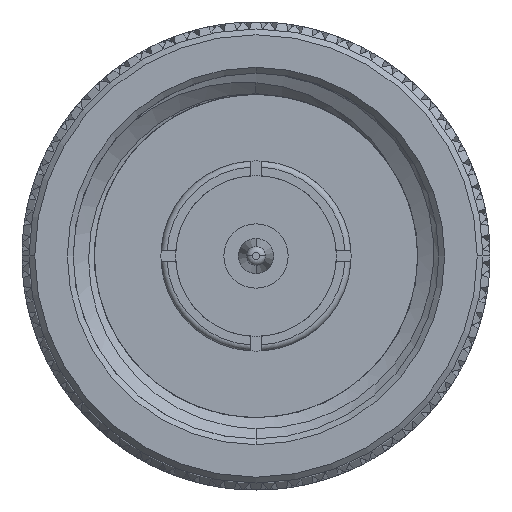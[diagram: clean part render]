
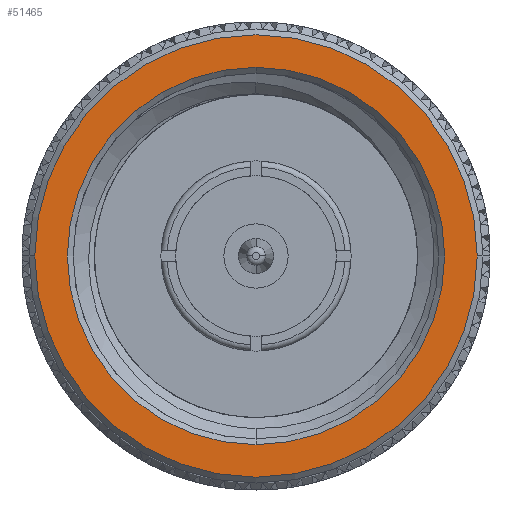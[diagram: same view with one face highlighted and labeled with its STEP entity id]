
A CAD part, left-side view. The second image highlights one B-rep face of the part: STEP entity #51465.
In plain terms, the highlighted planar face has unit normal (-1, 0, 0).
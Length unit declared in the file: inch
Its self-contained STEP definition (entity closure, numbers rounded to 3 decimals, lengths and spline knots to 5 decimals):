
#1410 = ORIENTED_EDGE ( 'NONE', *, *, #40978, .T. ) ;
#2504 = CARTESIAN_POINT ( 'NONE',  ( 0., 0., 0. ) ) ;
#6468 = FACE_BOUND ( 'NONE', #53804, .T. ) ;
#11159 = EDGE_LOOP ( 'NONE', ( #24547, #1410 ) ) ;
#12297 = ORIENTED_EDGE ( 'NONE', *, *, #15418, .T. ) ;
#12354 = CARTESIAN_POINT ( 'NONE',  ( 0., -0.37809, 0. ) ) ;
#15412 = CIRCLE ( 'NONE', #45625, 0.3225 ) ;
#15418 = EDGE_CURVE ( 'NONE', #56824, #37847, #79393, .T. ) ;
#15732 = CIRCLE ( 'NONE', #49545, 0.37809 ) ;
#16377 = AXIS2_PLACEMENT_3D ( 'NONE', #80487, #95302, #26764 ) ;
#24547 = ORIENTED_EDGE ( 'NONE', *, *, #26621, .T. ) ;
#25948 = ORIENTED_EDGE ( 'NONE', *, *, #39810, .T. ) ;
#26186 = AXIS2_PLACEMENT_3D ( 'NONE', #61598, #84652, #31880 ) ;
#26621 = EDGE_CURVE ( 'NONE', #74571, #59306, #85546, .T. ) ;
#26764 = DIRECTION ( 'NONE',  ( 0., -1., 0. ) ) ;
#28494 = CARTESIAN_POINT ( 'NONE',  ( 0., 0., 0.3225 ) ) ;
#31276 = CARTESIAN_POINT ( 'NONE',  ( 0., 0., 0. ) ) ;
#31880 = DIRECTION ( 'NONE',  ( 0., -1., 0. ) ) ;
#37847 = VERTEX_POINT ( 'NONE', #81358 ) ;
#39810 = EDGE_CURVE ( 'NONE', #37847, #56824, #15412, .T. ) ;
#40978 = EDGE_CURVE ( 'NONE', #59306, #74571, #15732, .T. ) ;
#45625 = AXIS2_PLACEMENT_3D ( 'NONE', #50732, #94556, #72844 ) ;
#47725 = FACE_OUTER_BOUND ( 'NONE', #11159, .T. ) ;
#49545 = AXIS2_PLACEMENT_3D ( 'NONE', #31276, #91888, #69545 ) ;
#50732 = CARTESIAN_POINT ( 'NONE',  ( 0., 0., 0. ) ) ;
#51465 = ADVANCED_FACE ( 'NONE', ( #6468, #47725 ), #72953, .T. ) ;
#53804 = EDGE_LOOP ( 'NONE', ( #12297, #25948 ) ) ;
#56355 = AXIS2_PLACEMENT_3D ( 'NONE', #2504, #62798, #77950 ) ;
#56824 = VERTEX_POINT ( 'NONE', #28494 ) ;
#59306 = VERTEX_POINT ( 'NONE', #12354 ) ;
#61598 = CARTESIAN_POINT ( 'NONE',  ( 0., 0., 0. ) ) ;
#62798 = DIRECTION ( 'NONE',  ( -1., 0., 0. ) ) ;
#69545 = DIRECTION ( 'NONE',  ( 0., -1., 0. ) ) ;
#72844 = DIRECTION ( 'NONE',  ( 0., -1., 0. ) ) ;
#72953 = PLANE ( 'NONE',  #16377 ) ;
#74571 = VERTEX_POINT ( 'NONE', #75560 ) ;
#75560 = CARTESIAN_POINT ( 'NONE',  ( 0., 0.37809, 0. ) ) ;
#77950 = DIRECTION ( 'NONE',  ( 0., -1., 0. ) ) ;
#79393 = CIRCLE ( 'NONE', #26186, 0.3225 ) ;
#80487 = CARTESIAN_POINT ( 'NONE',  ( 0., 0.38809, 0. ) ) ;
#81358 = CARTESIAN_POINT ( 'NONE',  ( 0., 0., -0.3225 ) ) ;
#84652 = DIRECTION ( 'NONE',  ( 1., 0., 0. ) ) ;
#85546 = CIRCLE ( 'NONE', #56355, 0.37809 ) ;
#91888 = DIRECTION ( 'NONE',  ( -1., 0., 0. ) ) ;
#94556 = DIRECTION ( 'NONE',  ( 1., 0., 0. ) ) ;
#95302 = DIRECTION ( 'NONE',  ( -1., 0., 0. ) ) ;
